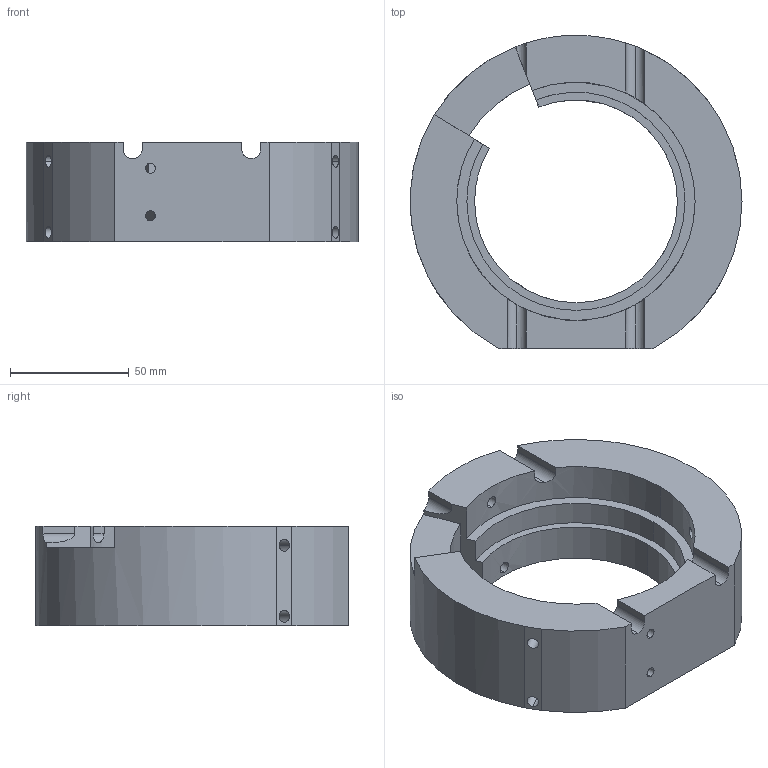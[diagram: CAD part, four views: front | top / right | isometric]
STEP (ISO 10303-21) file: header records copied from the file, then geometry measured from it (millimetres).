
FILE_DESCRIPTION (( 'STEP AP214' ), '1' );
FILE_NAME ('BAGUE-SA55-USI.STEP', '2019-04-09T15:48:16', ( '' ), ( '' ), 'SwSTEP 2.0', 'SolidWorks 2012', '' );
FILE_SCHEMA (( 'AUTOMOTIVE_DESIGN' ));
Length unit declared in the file: millimetre
Products named in the file (1): BAGUE-SA55-USI
Bounding box: 139.97 x 131.9 x 42 mm (x, y, z)
Volume: 325273.4 mm3; surface area: 51573 mm2
Topology: 1 solids, 1 shells, 60 faces, 177 edges, 118 vertices
Faces by surface type: cylinder 38, plane 22
Entity records: 2661 total; most frequent: CARTESIAN_POINT 982, ORIENTED_EDGE 354, DIRECTION 330, EDGE_CURVE 177, AXIS2_PLACEMENT_3D 118, VERTEX_POINT 118, LINE 94, VECTOR 94
